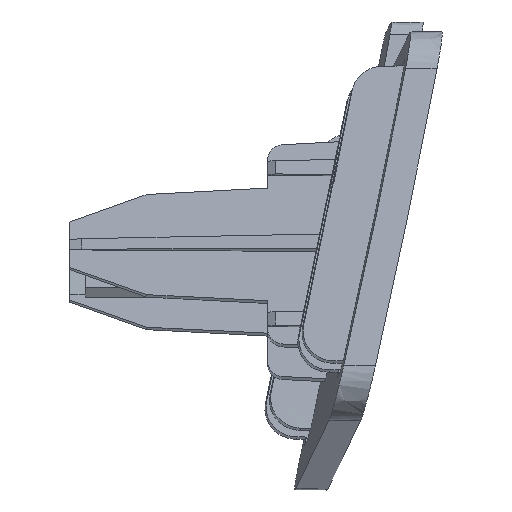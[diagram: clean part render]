
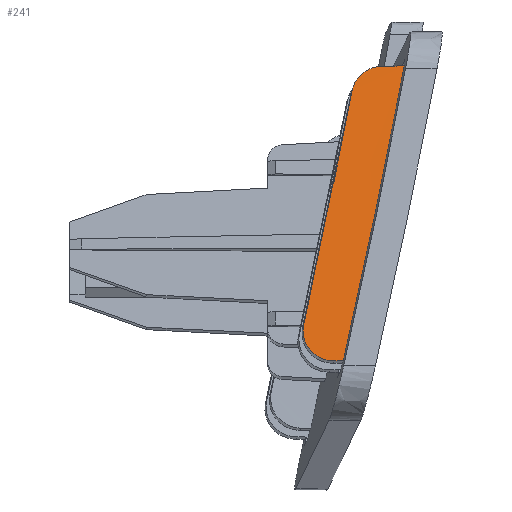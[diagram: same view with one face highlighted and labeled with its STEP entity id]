
A CAD part, top view. The second image highlights one B-rep face of the part: STEP entity #241.
In plain terms, the highlighted free-form (B-spline) face has degree [3, 3] with [4, 4] control points.
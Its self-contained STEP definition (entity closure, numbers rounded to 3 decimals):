
#114=FACE_OUTER_BOUND('',#443,.T.);
#241=ADVANCED_FACE('',(#114),#368,.T.);
#368=B_SPLINE_SURFACE_WITH_KNOTS('',3,3,((#4230,#4231,#4232,#4233),(#4234,
#4235,#4236,#4237),(#4238,#4239,#4240,#4241),(#4242,#4243,#4244,#4245)),
 .UNSPECIFIED.,.F.,.F.,.F.,(4,4),(4,4),(0.,1.),(0.,1.),.UNSPECIFIED.);
#443=EDGE_LOOP('',(#743,#744,#745,#746,#747,#748));
#743=ORIENTED_EDGE('',*,*,#1719,.T.);
#744=ORIENTED_EDGE('',*,*,#1591,.T.);
#745=ORIENTED_EDGE('',*,*,#1717,.F.);
#746=ORIENTED_EDGE('',*,*,#1721,.T.);
#747=ORIENTED_EDGE('',*,*,#1714,.F.);
#748=ORIENTED_EDGE('',*,*,#1722,.T.);
#1334=VERTEX_POINT('',#2764);
#1335=VERTEX_POINT('',#2769);
#1433=VERTEX_POINT('',#4092);
#1434=VERTEX_POINT('',#4093);
#1435=VERTEX_POINT('',#4137);
#1436=VERTEX_POINT('',#4171);
#1591=EDGE_CURVE('',#1335,#1334,#1974,.T.);
#1714=EDGE_CURVE('',#1433,#1434,#2097,.T.);
#1717=EDGE_CURVE('',#1435,#1334,#2100,.T.);
#1719=EDGE_CURVE('',#1436,#1335,#2102,.T.);
#1721=EDGE_CURVE('',#1435,#1434,#2104,.T.);
#1722=EDGE_CURVE('',#1433,#1436,#2105,.T.);
#1974=B_SPLINE_CURVE_WITH_KNOTS('',3,(#2765,#2766,#2767,#2768),
 .UNSPECIFIED.,.F.,.F.,(4,4),(0.,1.),.UNSPECIFIED.);
#2097=B_SPLINE_CURVE_WITH_KNOTS('',3,(#4088,#4089,#4090,#4091),
 .UNSPECIFIED.,.F.,.F.,(4,4),(0.,1.),.UNSPECIFIED.);
#2100=B_SPLINE_CURVE_WITH_KNOTS('',3,(#4130,#4131,#4132,#4133,#4134,#4135,
#4136),.UNSPECIFIED.,.F.,.F.,(4,3,4),(0.,0.968,1.),
 .UNSPECIFIED.);
#2102=B_SPLINE_CURVE_WITH_KNOTS('',3,(#4164,#4165,#4166,#4167,#4168,#4169,
#4170),.UNSPECIFIED.,.F.,.F.,(4,3,4),(0.,0.815,1.),
 .UNSPECIFIED.);
#2104=B_SPLINE_CURVE_WITH_KNOTS('',3,(#4198,#4199,#4200,#4201,#4202,#4203,
#4204,#4205,#4206,#4207,#4208,#4209,#4210),.UNSPECIFIED.,.F.,.F.,(4,3,3,
3,4),(0.,0.268,0.513,0.756,1.),
 .UNSPECIFIED.);
#2105=B_SPLINE_CURVE_WITH_KNOTS('',3,(#4211,#4212,#4213,#4214,#4215,#4216,
#4217,#4218,#4219,#4220,#4221,#4222,#4223,#4224,#4225,#4226,#4227,#4228,
#4229),.UNSPECIFIED.,.F.,.F.,(4,3,3,3,3,3,4),(0.,0.046,0.235,
0.425,0.617,0.808,1.),.UNSPECIFIED.);
#2764=CARTESIAN_POINT('',(860.528,105.87,205.129));
#2765=CARTESIAN_POINT('',(856.583,86.778,209.178));
#2766=CARTESIAN_POINT('',(858.004,93.12,207.827));
#2767=CARTESIAN_POINT('',(859.32,99.484,206.477));
#2768=CARTESIAN_POINT('',(860.528,105.87,205.129));
#2769=CARTESIAN_POINT('',(856.583,86.778,209.178));
#4088=CARTESIAN_POINT('',(854.02,89.145,208.647));
#4089=CARTESIAN_POINT('',(855.13,94.168,207.578));
#4090=CARTESIAN_POINT('',(856.173,99.206,206.509));
#4091=CARTESIAN_POINT('',(857.149,104.257,205.442));
#4092=CARTESIAN_POINT('',(854.02,89.145,208.647));
#4093=CARTESIAN_POINT('',(857.149,104.257,205.442));
#4130=CARTESIAN_POINT('',(859.108,105.856,205.12));
#4131=CARTESIAN_POINT('',(859.566,105.861,205.123));
#4132=CARTESIAN_POINT('',(860.025,105.865,205.126));
#4133=CARTESIAN_POINT('',(860.483,105.87,205.129));
#4134=CARTESIAN_POINT('',(860.498,105.87,205.129));
#4135=CARTESIAN_POINT('',(860.513,105.87,205.129));
#4136=CARTESIAN_POINT('',(860.528,105.87,205.129));
#4137=CARTESIAN_POINT('',(859.108,105.856,205.12));
#4164=CARTESIAN_POINT('',(855.968,86.782,209.172));
#4165=CARTESIAN_POINT('',(856.135,86.781,209.174));
#4166=CARTESIAN_POINT('',(856.302,86.78,209.175));
#4167=CARTESIAN_POINT('',(856.469,86.779,209.177));
#4168=CARTESIAN_POINT('',(856.507,86.779,209.177));
#4169=CARTESIAN_POINT('',(856.545,86.779,209.178));
#4170=CARTESIAN_POINT('',(856.583,86.778,209.178));
#4171=CARTESIAN_POINT('',(855.968,86.782,209.172));
#4198=CARTESIAN_POINT('',(859.108,105.856,205.12));
#4199=CARTESIAN_POINT('',(858.863,105.853,205.118));
#4200=CARTESIAN_POINT('',(858.615,105.806,205.126));
#4201=CARTESIAN_POINT('',(858.386,105.718,205.142));
#4202=CARTESIAN_POINT('',(858.178,105.637,205.158));
#4203=CARTESIAN_POINT('',(857.981,105.52,205.181));
#4204=CARTESIAN_POINT('',(857.811,105.377,205.21));
#4205=CARTESIAN_POINT('',(857.641,105.235,205.239));
#4206=CARTESIAN_POINT('',(857.495,105.061,205.274));
#4207=CARTESIAN_POINT('',(857.383,104.872,205.313));
#4208=CARTESIAN_POINT('',(857.271,104.683,205.353));
#4209=CARTESIAN_POINT('',(857.191,104.472,205.397));
#4210=CARTESIAN_POINT('',(857.149,104.257,205.442));
#4211=CARTESIAN_POINT('',(854.02,89.145,208.647));
#4212=CARTESIAN_POINT('',(854.008,89.092,208.658));
#4213=CARTESIAN_POINT('',(853.999,89.039,208.669));
#4214=CARTESIAN_POINT('',(853.992,88.986,208.681));
#4215=CARTESIAN_POINT('',(853.963,88.769,208.727));
#4216=CARTESIAN_POINT('',(853.972,88.545,208.775));
#4217=CARTESIAN_POINT('',(854.018,88.332,208.821));
#4218=CARTESIAN_POINT('',(854.064,88.117,208.868));
#4219=CARTESIAN_POINT('',(854.149,87.908,208.914));
#4220=CARTESIAN_POINT('',(854.266,87.721,208.955));
#4221=CARTESIAN_POINT('',(854.384,87.533,208.996));
#4222=CARTESIAN_POINT('',(854.536,87.362,209.034));
#4223=CARTESIAN_POINT('',(854.711,87.223,209.066));
#4224=CARTESIAN_POINT('',(854.886,87.084,209.097));
#4225=CARTESIAN_POINT('',(855.088,86.973,209.123));
#4226=CARTESIAN_POINT('',(855.301,86.898,209.141));
#4227=CARTESIAN_POINT('',(855.514,86.824,209.159));
#4228=CARTESIAN_POINT('',(855.742,86.784,209.169));
#4229=CARTESIAN_POINT('',(855.968,86.782,209.172));
#4230=CARTESIAN_POINT('',(860.639,105.986,205.106));
#4231=CARTESIAN_POINT('',(859.388,99.523,206.469));
#4232=CARTESIAN_POINT('',(858.035,93.082,207.836));
#4233=CARTESIAN_POINT('',(856.575,86.664,209.203));
#4234=CARTESIAN_POINT('',(859.581,105.984,205.097));
#4235=CARTESIAN_POINT('',(858.33,99.522,206.46));
#4236=CARTESIAN_POINT('',(856.977,93.08,207.827));
#4237=CARTESIAN_POINT('',(855.518,86.662,209.194));
#4238=CARTESIAN_POINT('',(858.523,105.982,205.088));
#4239=CARTESIAN_POINT('',(857.272,99.52,206.451));
#4240=CARTESIAN_POINT('',(855.919,93.078,207.818));
#4241=CARTESIAN_POINT('',(854.46,86.66,209.185));
#4242=CARTESIAN_POINT('',(857.465,105.98,205.078));
#4243=CARTESIAN_POINT('',(856.214,99.518,206.442));
#4244=CARTESIAN_POINT('',(854.861,93.076,207.808));
#4245=CARTESIAN_POINT('',(853.402,86.658,209.176));
